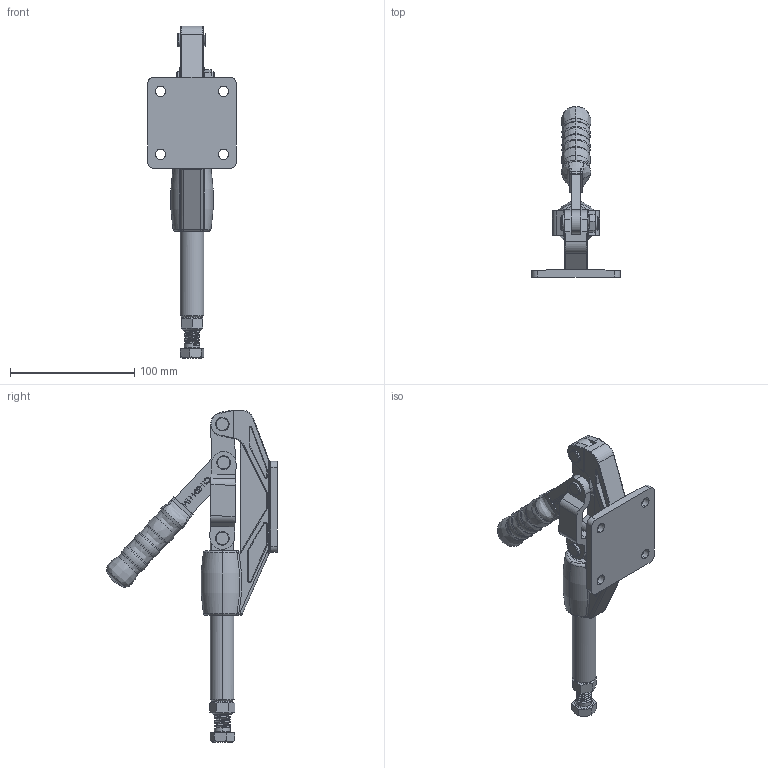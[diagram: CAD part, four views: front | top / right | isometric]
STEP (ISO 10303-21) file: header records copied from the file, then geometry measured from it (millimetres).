
FILE_DESCRIPTION (( 'STEP AP203' ), '1' );
FILE_NAME ('CH-304-HM.STEP', '2010-06-07T09:16:49', ( '微软用户' ), ( '微软中国' ), 'SwSTEP 2.0', 'SolidWorks 2008', '' );
FILE_SCHEMA (( 'CONFIG_CONTROL_DESIGN' ));
Products named in the file (12): CH-304-HM-06_默认; 5-16 LOCK NUT_默认; CH-304-HM-02 CREST STALK_默认; CH-304-HM; CH-304-HM-01 BASE_默认; CH-304-HM-03 HANDLE_默认; CH-304-HM-07_默认; CH-304-HM-04 CONNECTING-PLATE_默认; 304-05_默认; CH-304-HM-08_默认; M12 Nut_默认; CH-SA-125017 SPINDLE SUPPLIED_默认
Assembly tree (15 placements, depth 2):
  CH-304-HM
    5-16 LOCK NUT_默认  x2
    CH-304-HM-04 CONNECTING-PLATE_默认  x2
    CH-SA-125017 SPINDLE SUPPLIED_默认
    CH-304-HM-03 HANDLE_默认
    CH-304-HM-06_默认  x2
    CH-304-HM-02 CREST STALK_默认
    304-05_默认
    CH-304-HM-01 BASE_默认
    CH-304-HM-07_默认  x2
    M12 Nut_默认
    CH-304-HM-08_默认
Bounding box: 71.4 x 137.6 x 267.39 mm (x, y, z)
Volume: 207401.7 mm3; surface area: 85942.4 mm2
Topology: 15 solids, 15 shells, 2487 faces, 6447 edges, 4023 vertices
Faces by surface type: plane 1350, cylinder 785, bspline 225, cone 79, torus 45, sphere 3
Entity records: 66822 total; most frequent: CARTESIAN_POINT 26863, ORIENTED_EDGE 8564, DIRECTION 7499, EDGE_CURVE 4282, VERTEX_POINT 2698, AXIS2_PLACEMENT_3D 2589, VECTOR 2321, LINE 2321
